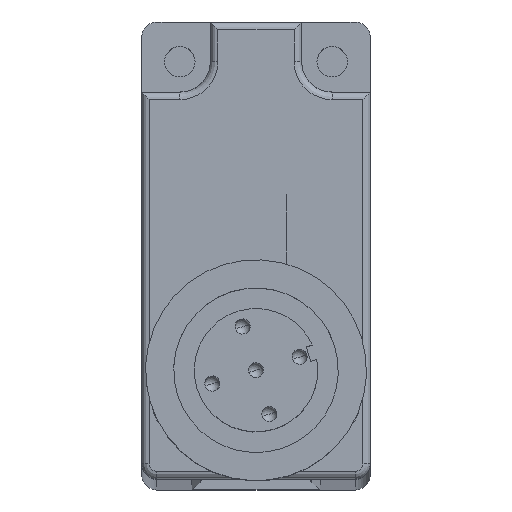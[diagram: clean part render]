
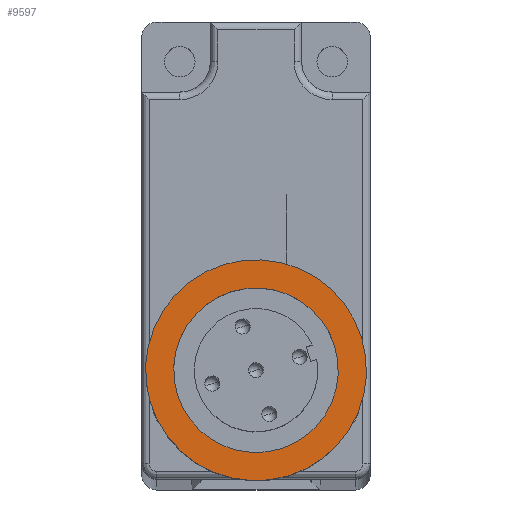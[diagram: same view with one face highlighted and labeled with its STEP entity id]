
A CAD part, top view. The second image highlights one B-rep face of the part: STEP entity #9597.
In plain terms, the highlighted face is planar.
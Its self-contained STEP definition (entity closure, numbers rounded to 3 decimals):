
#14 = CARTESIAN_POINT ( 'NONE',  ( 20.05, 7.25, 0. ) ) ;
#247 = EDGE_LOOP ( 'NONE', ( #9742, #9702 ) ) ;
#262 = VERTEX_POINT ( 'NONE', #9436 ) ;
#568 = CARTESIAN_POINT ( 'NONE',  ( 20.05, 0., 0. ) ) ;
#861 = CARTESIAN_POINT ( 'NONE',  ( 20.05, 0., -5.4 ) ) ;
#975 = EDGE_CURVE ( 'NONE', #1551, #6613, #6589, .T. ) ;
#1321 = CARTESIAN_POINT ( 'NONE',  ( 20.05, 0., 0. ) ) ;
#1340 = VERTEX_POINT ( 'NONE', #14 ) ;
#1371 = EDGE_CURVE ( 'NONE', #6613, #1551, #6818, .T. ) ;
#1551 = VERTEX_POINT ( 'NONE', #861 ) ;
#1946 = CARTESIAN_POINT ( 'NONE',  ( 20.05, 0., -7.25 ) ) ;
#2118 = DIRECTION ( 'NONE',  ( 0., -1., 0. ) ) ;
#2191 = CIRCLE ( 'NONE', #3116, 7.25 ) ;
#2397 = AXIS2_PLACEMENT_3D ( 'NONE', #8789, #3994, #9565 ) ;
#2572 = EDGE_CURVE ( 'NONE', #1340, #262, #4787, .T. ) ;
#3084 = FACE_OUTER_BOUND ( 'NONE', #247, .T. ) ;
#3116 = AXIS2_PLACEMENT_3D ( 'NONE', #1321, #6828, #2118 ) ;
#3553 = EDGE_LOOP ( 'NONE', ( #9654, #4423 ) ) ;
#3994 = DIRECTION ( 'NONE',  ( -1., 0., 0. ) ) ;
#4276 = DIRECTION ( 'NONE',  ( 1., 0., 0. ) ) ;
#4423 = ORIENTED_EDGE ( 'NONE', *, *, #975, .T. ) ;
#4787 = CIRCLE ( 'NONE', #2397, 7.25 ) ;
#4967 = DIRECTION ( 'NONE',  ( 0., 0., 1. ) ) ;
#5002 = DIRECTION ( 'NONE',  ( 1., 0., 0. ) ) ;
#5035 = CARTESIAN_POINT ( 'NONE',  ( 20.05, 0., 0. ) ) ;
#5333 = AXIS2_PLACEMENT_3D ( 'NONE', #568, #10063, #8495 ) ;
#5471 = AXIS2_PLACEMENT_3D ( 'NONE', #5035, #5002, #4967 ) ;
#6589 = CIRCLE ( 'NONE', #5333, 5.4 ) ;
#6613 = VERTEX_POINT ( 'NONE', #9121 ) ;
#6652 = PLANE ( 'NONE',  #7272 ) ;
#6818 = CIRCLE ( 'NONE', #5471, 5.4 ) ;
#6828 = DIRECTION ( 'NONE',  ( -1., 0., 0. ) ) ;
#7054 = FACE_BOUND ( 'NONE', #3553, .T. ) ;
#7262 = EDGE_CURVE ( 'NONE', #262, #1340, #2191, .T. ) ;
#7272 = AXIS2_PLACEMENT_3D ( 'NONE', #1946, #4276, #9839 ) ;
#8495 = DIRECTION ( 'NONE',  ( 0., 0., 1. ) ) ;
#8789 = CARTESIAN_POINT ( 'NONE',  ( 20.05, 0., 0. ) ) ;
#9121 = CARTESIAN_POINT ( 'NONE',  ( 20.05, 0., 5.4 ) ) ;
#9436 = CARTESIAN_POINT ( 'NONE',  ( 20.05, -7.25, 0. ) ) ;
#9565 = DIRECTION ( 'NONE',  ( 0., -1., 0. ) ) ;
#9597 = ADVANCED_FACE ( 'NONE', ( #7054, #3084 ), #6652, .F. ) ;
#9654 = ORIENTED_EDGE ( 'NONE', *, *, #1371, .T. ) ;
#9702 = ORIENTED_EDGE ( 'NONE', *, *, #2572, .T. ) ;
#9742 = ORIENTED_EDGE ( 'NONE', *, *, #7262, .T. ) ;
#9839 = DIRECTION ( 'NONE',  ( 0., 1., 0. ) ) ;
#10063 = DIRECTION ( 'NONE',  ( 1., 0., 0. ) ) ;
